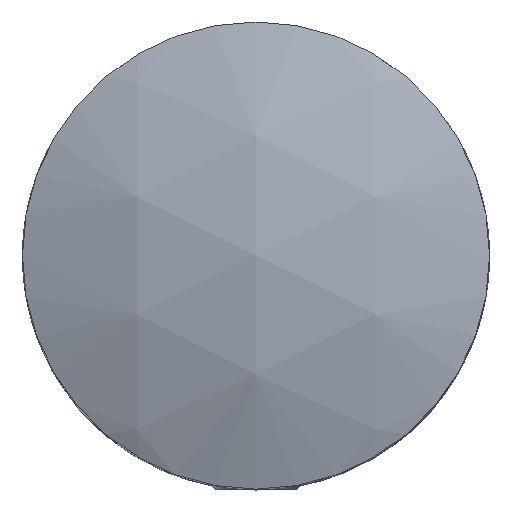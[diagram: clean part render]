
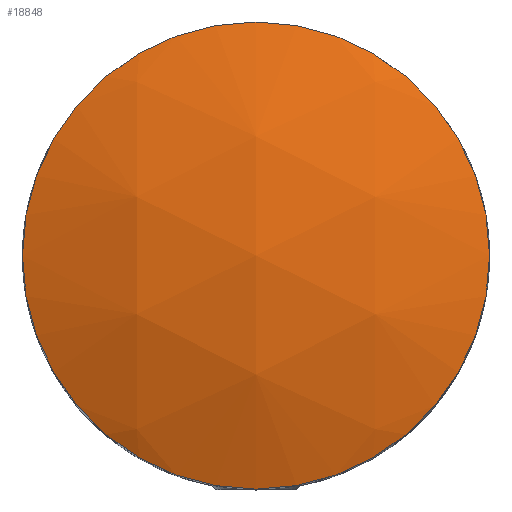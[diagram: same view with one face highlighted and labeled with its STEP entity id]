
A CAD part, top view. The second image highlights one B-rep face of the part: STEP entity #18848.
In plain terms, the highlighted spherical face has radius 28 mm.
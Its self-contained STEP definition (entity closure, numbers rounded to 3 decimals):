
#317 = EDGE_CURVE ( 'NONE', #9400, #9400, #20942, .T. ) ;
#708 = ORIENTED_EDGE ( 'NONE', *, *, #317, .T. ) ;
#1800 = CARTESIAN_POINT ( 'NONE',  ( 0., 0., -2. ) ) ;
#3288 = DIRECTION ( 'NONE',  ( -1., 0., 0. ) ) ;
#4539 = FACE_OUTER_BOUND ( 'NONE', #19874, .T. ) ;
#5695 = AXIS2_PLACEMENT_3D ( 'NONE', #1800, #3288, #15228 ) ;
#6516 = CARTESIAN_POINT ( 'NONE',  ( 0., 0., 23.749 ) ) ;
#6736 = DIRECTION ( 'NONE',  ( 1., 0., 0. ) ) ;
#8214 = AXIS2_PLACEMENT_3D ( 'NONE', #6516, #20180, #6736 ) ;
#9400 = VERTEX_POINT ( 'NONE', #14035 ) ;
#14035 = CARTESIAN_POINT ( 'NONE',  ( 11., 0., 23.749 ) ) ;
#15228 = DIRECTION ( 'NONE',  ( 0., 1., 0. ) ) ;
#16314 = SPHERICAL_SURFACE ( 'NONE', #5695, 28. ) ;
#18848 = ADVANCED_FACE ( 'NONE', ( #4539 ), #16314, .T. ) ;
#19874 = EDGE_LOOP ( 'NONE', ( #708 ) ) ;
#20180 = DIRECTION ( 'NONE',  ( 0., 0., 1. ) ) ;
#20942 = CIRCLE ( 'NONE', #8214, 11. ) ;
